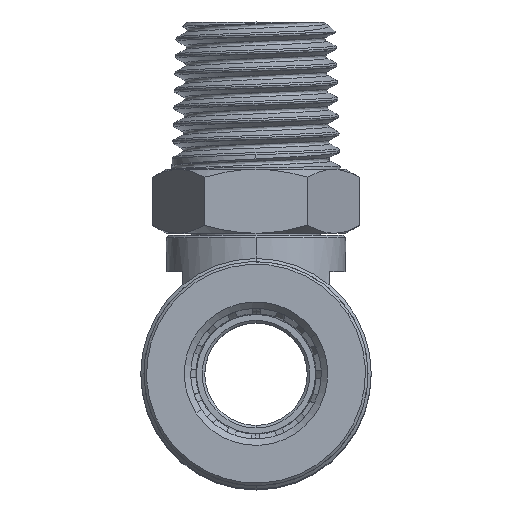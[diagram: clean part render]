
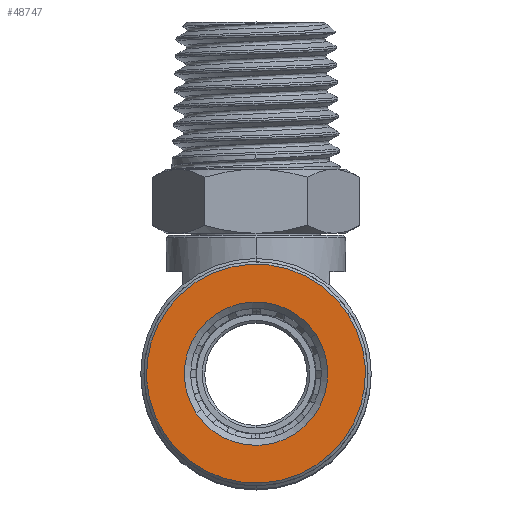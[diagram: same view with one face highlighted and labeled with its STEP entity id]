
A CAD part, top view. The second image highlights one B-rep face of the part: STEP entity #48747.
In plain terms, the highlighted planar face has unit normal (0, 0, 1).
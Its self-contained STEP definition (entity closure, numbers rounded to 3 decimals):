
#24 = CIRCLE ( 'NONE', #3362, 5.6 ) ;
#1031 = DIRECTION ( 'NONE',  ( 0.837, 0.548, 0. ) ) ;
#2198 = DIRECTION ( 'NONE',  ( 0., 0., -1. ) ) ;
#3362 = AXIS2_PLACEMENT_3D ( 'NONE', #48169, #21516, #52575 ) ;
#7570 = DIRECTION ( 'NONE',  ( 0., 0., 1. ) ) ;
#8322 = ORIENTED_EDGE ( 'NONE', *, *, #18688, .T. ) ;
#11940 = EDGE_CURVE ( 'NONE', #24560, #21584, #20196, .T. ) ;
#14595 = EDGE_CURVE ( 'NONE', #27180, #34841, #39230, .T. ) ;
#15207 = EDGE_LOOP ( 'NONE', ( #41599, #44223 ) ) ;
#15954 = AXIS2_PLACEMENT_3D ( 'NONE', #34224, #7570, #38679 ) ;
#18688 = EDGE_CURVE ( 'NONE', #21584, #24560, #50839, .T. ) ;
#20196 = CIRCLE ( 'NONE', #36385, 8.55 ) ;
#20233 = DIRECTION ( 'NONE',  ( 0., 0., 1. ) ) ;
#20361 = ORIENTED_EDGE ( 'NONE', *, *, #11940, .T. ) ;
#21516 = DIRECTION ( 'NONE',  ( 0., 0., -1. ) ) ;
#21584 = VERTEX_POINT ( 'NONE', #44597 ) ;
#23546 = AXIS2_PLACEMENT_3D ( 'NONE', #28966, #2198, #33382 ) ;
#24560 = VERTEX_POINT ( 'NONE', #47419 ) ;
#27180 = VERTEX_POINT ( 'NONE', #40358 ) ;
#27623 = PLANE ( 'NONE',  #40465 ) ;
#27813 = DIRECTION ( 'NONE',  ( 0., 0., 1. ) ) ;
#28966 = CARTESIAN_POINT ( 'NONE',  ( 0., 0., 19.22 ) ) ;
#33382 = DIRECTION ( 'NONE',  ( 0.837, 0.548, 0. ) ) ;
#34224 = CARTESIAN_POINT ( 'NONE',  ( 0., 0., 19.22 ) ) ;
#34841 = VERTEX_POINT ( 'NONE', #57456 ) ;
#36385 = AXIS2_PLACEMENT_3D ( 'NONE', #46915, #20233, #51315 ) ;
#38679 = DIRECTION ( 'NONE',  ( -0.837, -0.548, 0. ) ) ;
#39230 = CIRCLE ( 'NONE', #23546, 5.6 ) ;
#40358 = CARTESIAN_POINT ( 'NONE',  ( 4.686, 3.067, 19.22 ) ) ;
#40465 = AXIS2_PLACEMENT_3D ( 'NONE', #54244, #27813, #1031 ) ;
#41599 = ORIENTED_EDGE ( 'NONE', *, *, #14595, .T. ) ;
#43806 = FACE_OUTER_BOUND ( 'NONE', #55381, .T. ) ;
#44223 = ORIENTED_EDGE ( 'NONE', *, *, #57575, .T. ) ;
#44597 = CARTESIAN_POINT ( 'NONE',  ( 7.154, 4.682, 19.22 ) ) ;
#45236 = FACE_BOUND ( 'NONE', #15207, .T. ) ;
#46915 = CARTESIAN_POINT ( 'NONE',  ( 0., 0., 19.22 ) ) ;
#47419 = CARTESIAN_POINT ( 'NONE',  ( -7.154, -4.682, 19.22 ) ) ;
#48169 = CARTESIAN_POINT ( 'NONE',  ( 0., 0., 19.22 ) ) ;
#48747 = ADVANCED_FACE ( 'NONE', ( #45236, #43806 ), #27623, .T. ) ;
#50839 = CIRCLE ( 'NONE', #15954, 8.55 ) ;
#51315 = DIRECTION ( 'NONE',  ( -0.837, -0.548, 0. ) ) ;
#52575 = DIRECTION ( 'NONE',  ( 0.837, 0.548, 0. ) ) ;
#54244 = CARTESIAN_POINT ( 'NONE',  ( 0., 0., 19.22 ) ) ;
#55381 = EDGE_LOOP ( 'NONE', ( #20361, #8322 ) ) ;
#57456 = CARTESIAN_POINT ( 'NONE',  ( -4.686, -3.067, 19.22 ) ) ;
#57575 = EDGE_CURVE ( 'NONE', #34841, #27180, #24, .T. ) ;
